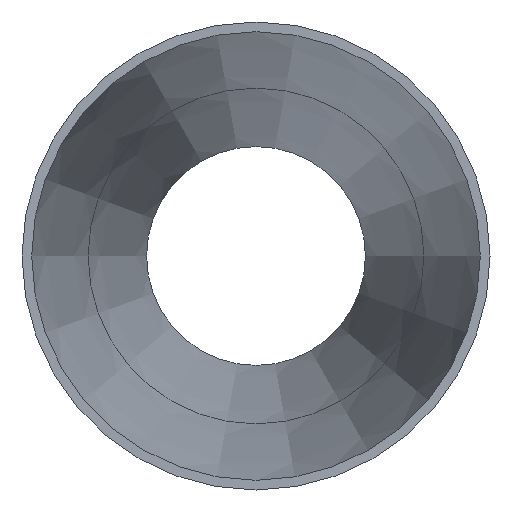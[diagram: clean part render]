
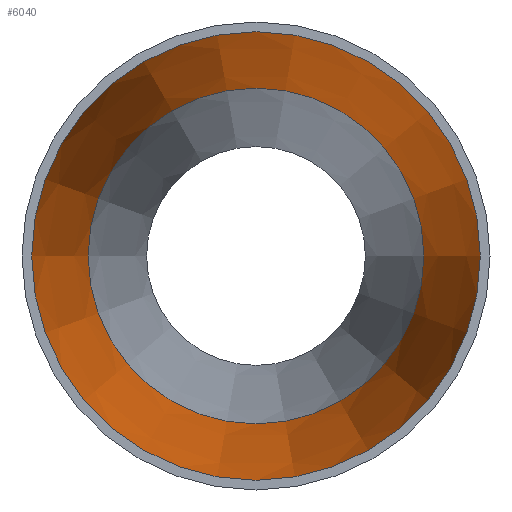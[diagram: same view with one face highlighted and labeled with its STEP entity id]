
A CAD part, left-side view. The second image highlights one B-rep face of the part: STEP entity #6040.
In plain terms, the highlighted conical face has half-angle 6.871 degrees and reference radius 42.57 mm.
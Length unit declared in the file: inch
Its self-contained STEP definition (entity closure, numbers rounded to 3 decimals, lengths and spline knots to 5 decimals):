
#96=FACE_BOUND('',#1090,.T.);
#724=FACE_OUTER_BOUND('',#1089,.T.);
#1089=EDGE_LOOP('',(#5647));
#1090=EDGE_LOOP('',(#5648));
#2367=CIRCLE('',#6386,1.435);
#2368=CIRCLE('',#6388,1.917);
#2966=VERTEX_POINT('',#13117);
#2967=VERTEX_POINT('',#13120);
#3862=EDGE_CURVE('',#2966,#2966,#2367,.T.);
#3863=EDGE_CURVE('',#2967,#2967,#2368,.T.);
#5647=ORIENTED_EDGE('',*,*,#3863,.F.);
#5648=ORIENTED_EDGE('',*,*,#3862,.T.);
#5687=CONICAL_SURFACE('',#6387,1.676,6.871);
#6040=ADVANCED_FACE('',(#724,#96),#5687,.F.);
#6386=AXIS2_PLACEMENT_3D('',#13118,#7500,#7501);
#6387=AXIS2_PLACEMENT_3D('',#13119,#7502,#7503);
#6388=AXIS2_PLACEMENT_3D('',#13121,#7504,#7505);
#7500=DIRECTION('center_axis',(1.,0.,0.));
#7501=DIRECTION('ref_axis',(0.,-1.,0.));
#7502=DIRECTION('center_axis',(-1.,0.,0.));
#7503=DIRECTION('ref_axis',(0.,-1.,0.));
#7504=DIRECTION('center_axis',(1.,0.,0.));
#7505=DIRECTION('ref_axis',(0.,-1.,0.));
#13117=CARTESIAN_POINT('',(4.,-1.435,0.));
#13118=CARTESIAN_POINT('Origin',(4.,0.,0.));
#13119=CARTESIAN_POINT('Origin',(2.,0.,0.));
#13120=CARTESIAN_POINT('',(0.,-1.917,0.));
#13121=CARTESIAN_POINT('Origin',(0.,0.,0.));
